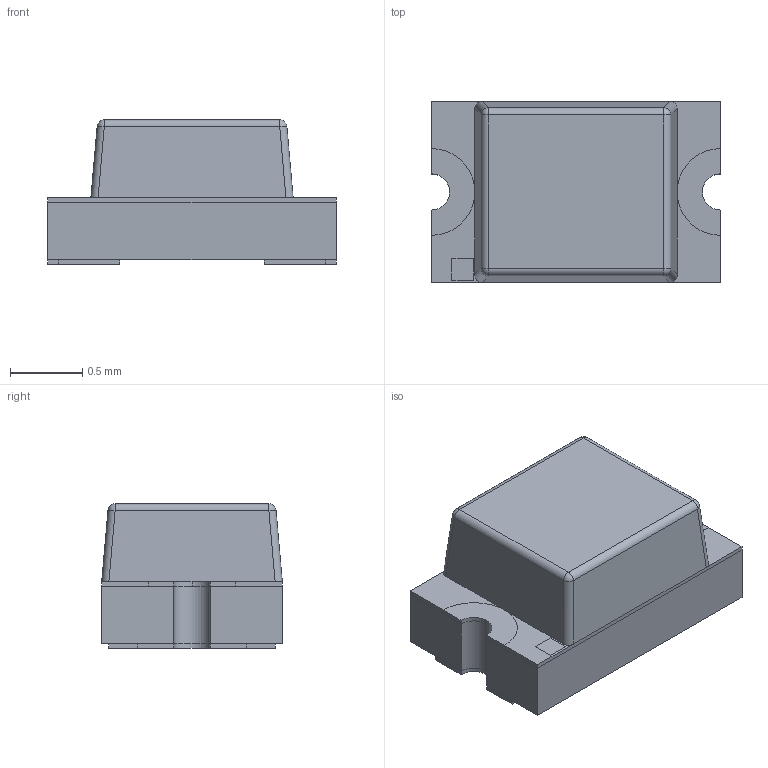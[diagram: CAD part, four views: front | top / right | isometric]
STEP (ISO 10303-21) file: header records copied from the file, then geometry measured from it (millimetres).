
FILE_DESCRIPTION (( 'STEP AP214' ), '1' );
FILE_NAME ('SML-LX0805IC-TR.STEP', '2023-03-17T05:54:04', ( '' ), ( '' ), 'SwSTEP 2.0', 'SolidWorks 2022', '' );
FILE_SCHEMA (( 'AUTOMOTIVE_DESIGN' ));
Length unit declared in the file: millimetre
Products named in the file (1): SML-LX0805IC-TR
Bounding box: 2 x 1.25 x 1 mm (x, y, z)
Volume: 2 mm3; surface area: 17.6 mm2
Topology: 7 solids, 7 shells, 96 faces, 224 edges, 143 vertices
Faces by surface type: plane 69, cylinder 23, sphere 4
Entity records: 3715 total; most frequent: CARTESIAN_POINT 476, DIRECTION 457, ORIENTED_EDGE 448, EDGE_CURVE 224, LINE 177, VECTOR 177, VERTEX_POINT 143, AXIS2_PLACEMENT_3D 140
